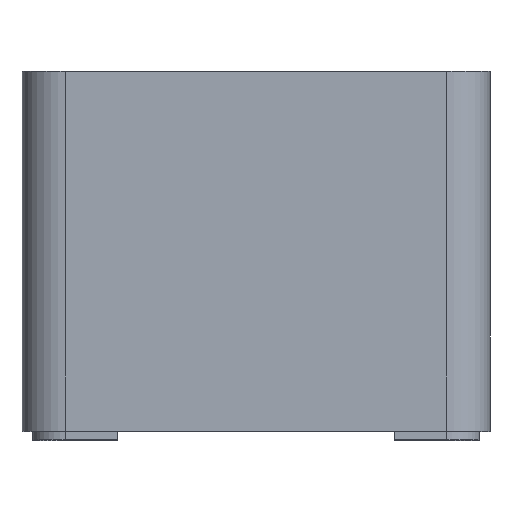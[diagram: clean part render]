
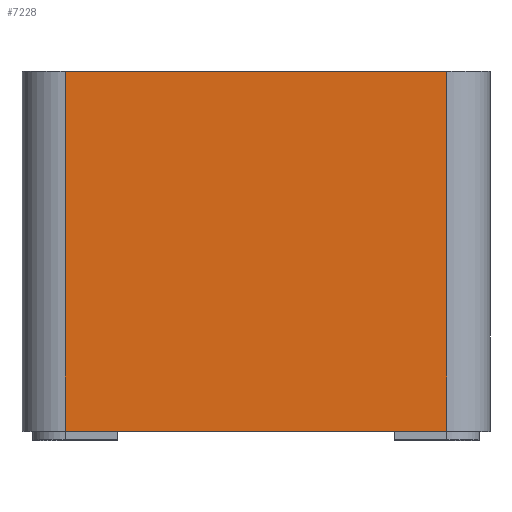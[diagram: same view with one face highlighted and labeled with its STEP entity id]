
A CAD part, top view. The second image highlights one B-rep face of the part: STEP entity #7228.
In plain terms, the highlighted planar face has unit normal (0, 0, 1).
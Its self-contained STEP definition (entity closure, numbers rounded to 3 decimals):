
#710=PLANE('',#7538);
#1086=FACE_OUTER_BOUND('',#1498,.T.);
#1498=EDGE_LOOP('',(#6785,#6786,#6787,#6788));
#1674=LINE('',#10076,#2322);
#2010=LINE('',#13558,#2658);
#2147=LINE('',#13915,#2795);
#2148=LINE('',#13917,#2796);
#2322=VECTOR('',#7888,10.);
#2658=VECTOR('',#8426,10.);
#2795=VECTOR('',#8795,10.);
#2796=VECTOR('',#8798,10.);
#3195=VERTEX_POINT('',#10073);
#3196=VERTEX_POINT('',#10075);
#3494=VERTEX_POINT('',#13555);
#3495=VERTEX_POINT('',#13557);
#3949=EDGE_CURVE('',#3196,#3195,#1674,.T.);
#4487=EDGE_CURVE('',#3494,#3495,#2010,.T.);
#4666=EDGE_CURVE('',#3195,#3495,#2147,.T.);
#4667=EDGE_CURVE('',#3196,#3494,#2148,.T.);
#6785=ORIENTED_EDGE('',*,*,#3949,.T.);
#6786=ORIENTED_EDGE('',*,*,#4666,.T.);
#6787=ORIENTED_EDGE('',*,*,#4487,.F.);
#6788=ORIENTED_EDGE('',*,*,#4667,.F.);
#7228=ADVANCED_FACE('',(#1086),#710,.T.);
#7538=AXIS2_PLACEMENT_3D('',#13916,#8796,#8797);
#7888=DIRECTION('',(1.,0.,0.));
#8426=DIRECTION('',(1.,0.,0.));
#8795=DIRECTION('',(0.,1.,0.));
#8796=DIRECTION('center_axis',(0.,0.,1.));
#8797=DIRECTION('ref_axis',(1.,0.,0.));
#8798=DIRECTION('',(0.,1.,0.));
#10073=CARTESIAN_POINT('',(22.,0.,27.));
#10075=CARTESIAN_POINT('',(-22.,0.,27.));
#10076=CARTESIAN_POINT('',(-22.,0.,27.));
#13555=CARTESIAN_POINT('',(-22.,41.5,27.));
#13557=CARTESIAN_POINT('',(22.,41.5,27.));
#13558=CARTESIAN_POINT('',(-22.,41.5,27.));
#13915=CARTESIAN_POINT('',(22.,0.,27.));
#13916=CARTESIAN_POINT('Origin',(-22.,0.,27.));
#13917=CARTESIAN_POINT('',(-22.,0.,27.));
